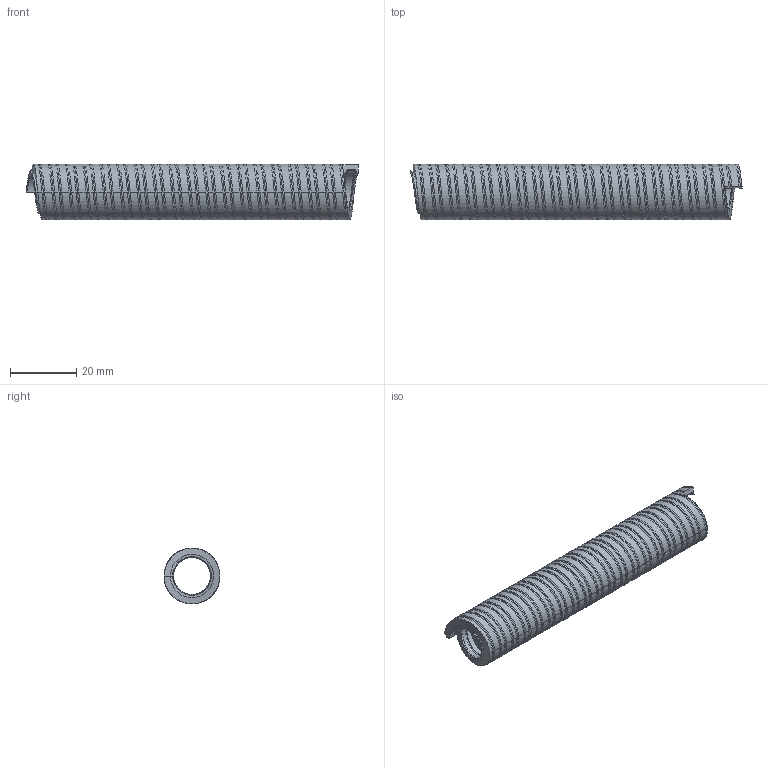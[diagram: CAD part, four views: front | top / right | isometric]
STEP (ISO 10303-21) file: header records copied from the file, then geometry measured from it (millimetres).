
FILE_DESCRIPTION(/* description */ ('Металлорукав МПГ нг черный','CAx-IF Rec.Pracs.---Representation and Presentation of Product Manufacturing Information (PMI)---4.0---2014-10-13'),/* implementation_level */ '2;1');
FILE_NAME(/* name */ '',/* time_stamp */ '2025-06-02T15:22:47+07:00',/* author */ ('zeta-82'),/* organization */ ('АО "ЗЭТА"'),/* preprocessor_version */ 'ST-DEVELOPER v19.2',/* originating_system */ 'Autodesk Inventor 2024',/* authorisation */ '');
FILE_SCHEMA (('AP242_MANAGED_MODEL_BASED_3D_ENGINEERING_MIM_LF { 1 0 10303 442 1 1 4 }'));
Products named in the file (3): ЗЭТА.104.420.000-03; ЗЭТА.104.210.000-03; Пластикат НГП 
30-32 (12) серый
Assembly tree (2 placements, depth 2):
  ЗЭТА.104.420.000-03
    ЗЭТА.104.210.000-03
    Пластикат НГП 
30-32 (12) серый
Bounding box: 100.54 x 16.9 x 16.9 mm (x, y, z)
Volume: 9832.3 mm3; surface area: 21111.6 mm2
Topology: 2 solids, 2 shells, 221 faces, 655 edges, 436 vertices
Faces by surface type: cylinder 191, bspline 26, plane 4
Full cylindrical faces by diameter (mm): 11.2 x17, 11.52 x34, 11.84 x17, 13.06 x17, 13.38 x17, 13.7 x34, 16.8 x18, 16.9 x17
Entity records: 41261 total; most frequent: CARTESIAN_POINT 35700, ORIENTED_EDGE 1310, DIRECTION 741, EDGE_CURVE 655, VERTEX_POINT 436, B_SPLINE_CURVE_WITH_KNOTS 400, AXIS2_PLACEMENT_3D 259, STYLED_ITEM 226
